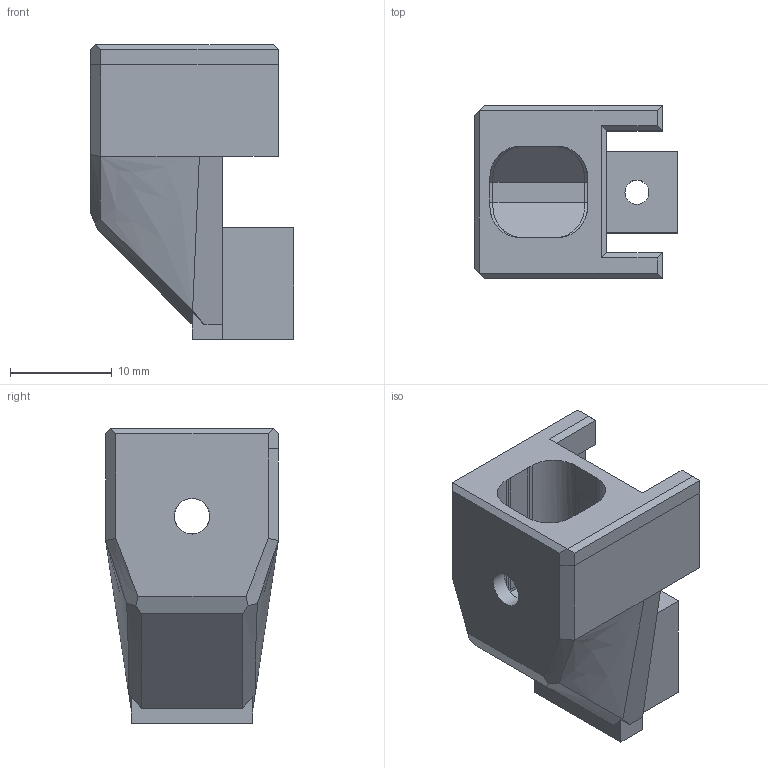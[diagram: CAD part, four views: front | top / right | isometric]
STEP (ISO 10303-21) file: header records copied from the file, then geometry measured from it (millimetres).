
FILE_DESCRIPTION(/* description */ (''),/* implementation_level */ '2;1');
FILE_NAME(/* name */ 'micro-switch-holder.step',/* time_stamp */ '2022-12-03T14:14:27-06:00',/* author */ (''),/* organization */ (''),/* preprocessor_version */ 'ST-DEVELOPER v19.2',/* originating_system */ 'Autodesk Translation Framework v11.17.0.187',/* authorisation */ '');
FILE_SCHEMA (('AUTOMOTIVE_DESIGN { 1 0 10303 214 3 1 1 }'));
Length unit declared in the file: millimetre
Products named in the file (1): micro-switch-holder
Bounding box: 20 x 17 x 29 mm (x, y, z)
Volume: 4359.7 mm3; surface area: 2885.3 mm2
Topology: 1 solids, 1 shells, 102 faces, 282 edges, 181 vertices
Faces by surface type: plane 85, cylinder 11, bspline 6
Full cylindrical faces by diameter (mm): 2.36 x1, 3.5 x2
Entity records: 3464 total; most frequent: CARTESIAN_POINT 790, ORIENTED_EDGE 564, DIRECTION 476, EDGE_CURVE 282, LINE 226, VECTOR 226, VERTEX_POINT 181, AXIS2_PLACEMENT_3D 125
